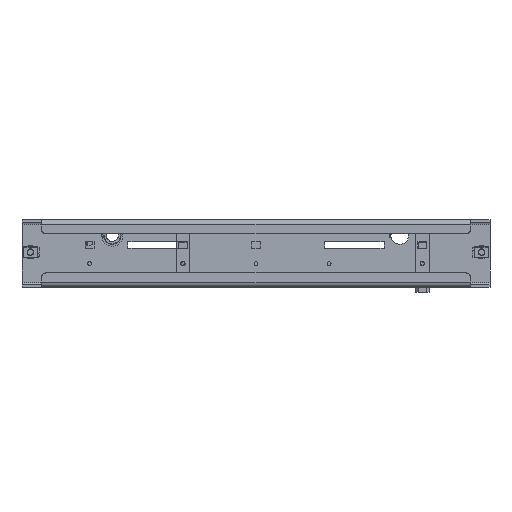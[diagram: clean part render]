
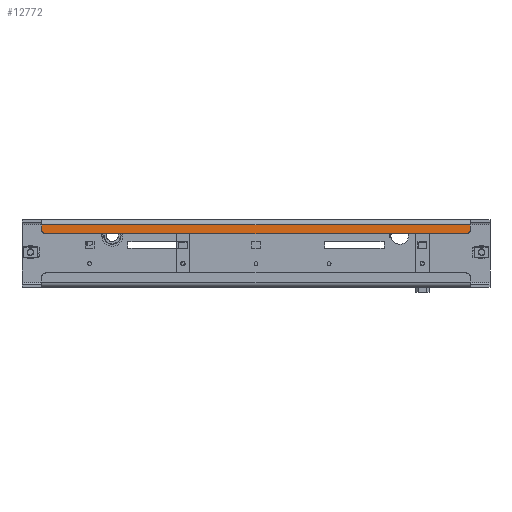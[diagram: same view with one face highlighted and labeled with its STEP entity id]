
A CAD part, front view. The second image highlights one B-rep face of the part: STEP entity #12772.
In plain terms, the highlighted planar face has unit normal (0, -1, 0).
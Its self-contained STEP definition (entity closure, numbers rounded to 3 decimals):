
#383 = ORIENTED_EDGE ( 'NONE', *, *, #6544, .T. ) ;
#628 = EDGE_CURVE ( 'NONE', #13159, #11999, #18187, .T. ) ;
#744 = VERTEX_POINT ( 'NONE', #3393 ) ;
#1228 = LINE ( 'NONE', #1571, #13071 ) ;
#1320 = DIRECTION ( 'NONE',  ( 0., -1., 0. ) ) ;
#1571 = CARTESIAN_POINT ( 'NONE',  ( 552., -17.5, 23. ) ) ;
#1589 = DIRECTION ( 'NONE',  ( 0., 0., 1. ) ) ;
#1770 = DIRECTION ( 'NONE',  ( 0., 0., 1. ) ) ;
#1800 = DIRECTION ( 'NONE',  ( 0., 0., 1. ) ) ;
#2588 = CARTESIAN_POINT ( 'NONE',  ( 552., -17.5, 33.7 ) ) ;
#3046 = VERTEX_POINT ( 'NONE', #12733 ) ;
#3393 = CARTESIAN_POINT ( 'NONE',  ( 524., -17.5, 23. ) ) ;
#3423 = ORIENTED_EDGE ( 'NONE', *, *, #3570, .F. ) ;
#3570 = EDGE_CURVE ( 'NONE', #3046, #3960, #7688, .T. ) ;
#3612 = LINE ( 'NONE', #2588, #12785 ) ;
#3960 = VERTEX_POINT ( 'NONE', #5873 ) ;
#4998 = DIRECTION ( 'NONE',  ( 0., 0., 1. ) ) ;
#5251 = EDGE_CURVE ( 'NONE', #744, #13159, #6927, .T. ) ;
#5873 = CARTESIAN_POINT ( 'NONE',  ( 23., -17.5, 33.7 ) ) ;
#6253 = DIRECTION ( 'NONE',  ( 0., -1., 0. ) ) ;
#6544 = EDGE_CURVE ( 'NONE', #3046, #17942, #14387, .T. ) ;
#6644 = ORIENTED_EDGE ( 'NONE', *, *, #11814, .T. ) ;
#6927 = CIRCLE ( 'NONE', #10763, 5. ) ;
#7534 = AXIS2_PLACEMENT_3D ( 'NONE', #16679, #1320, #1589 ) ;
#7688 = LINE ( 'NONE', #18943, #9852 ) ;
#7982 = CARTESIAN_POINT ( 'NONE',  ( 524., -17.5, 28. ) ) ;
#8012 = AXIS2_PLACEMENT_3D ( 'NONE', #15751, #17374, #8062 ) ;
#8062 = DIRECTION ( 'NONE',  ( 0., 0., 1. ) ) ;
#9305 = ORIENTED_EDGE ( 'NONE', *, *, #13965, .F. ) ;
#9328 = ORIENTED_EDGE ( 'NONE', *, *, #5251, .T. ) ;
#9623 = CARTESIAN_POINT ( 'NONE',  ( 28., -17.5, 23. ) ) ;
#9852 = VECTOR ( 'NONE', #1800, 1000. ) ;
#10538 = FACE_OUTER_BOUND ( 'NONE', #10731, .T. ) ;
#10731 = EDGE_LOOP ( 'NONE', ( #9305, #9328, #11630, #6644, #3423, #383 ) ) ;
#10763 = AXIS2_PLACEMENT_3D ( 'NONE', #7982, #6253, #1770 ) ;
#11630 = ORIENTED_EDGE ( 'NONE', *, *, #628, .T. ) ;
#11814 = EDGE_CURVE ( 'NONE', #11999, #3960, #3612, .T. ) ;
#11999 = VERTEX_POINT ( 'NONE', #15837 ) ;
#12653 = CARTESIAN_POINT ( 'NONE',  ( 529., -17.5, -40. ) ) ;
#12733 = CARTESIAN_POINT ( 'NONE',  ( 23., -17.5, 28. ) ) ;
#12772 = ADVANCED_FACE ( 'NONE', ( #10538 ), #15685, .F. ) ;
#12785 = VECTOR ( 'NONE', #18368, 1000. ) ;
#13071 = VECTOR ( 'NONE', #18365, 1000. ) ;
#13159 = VERTEX_POINT ( 'NONE', #13596 ) ;
#13596 = CARTESIAN_POINT ( 'NONE',  ( 529., -17.5, 28. ) ) ;
#13965 = EDGE_CURVE ( 'NONE', #744, #17942, #1228, .T. ) ;
#14330 = VECTOR ( 'NONE', #4998, 1000. ) ;
#14387 = CIRCLE ( 'NONE', #7534, 5. ) ;
#15685 = PLANE ( 'NONE',  #8012 ) ;
#15751 = CARTESIAN_POINT ( 'NONE',  ( 552., -17.5, 40. ) ) ;
#15837 = CARTESIAN_POINT ( 'NONE',  ( 529., -17.5, 33.7 ) ) ;
#16679 = CARTESIAN_POINT ( 'NONE',  ( 28., -17.5, 28. ) ) ;
#17374 = DIRECTION ( 'NONE',  ( 0., 1., 0. ) ) ;
#17942 = VERTEX_POINT ( 'NONE', #9623 ) ;
#18187 = LINE ( 'NONE', #12653, #14330 ) ;
#18365 = DIRECTION ( 'NONE',  ( -1., 0., 0. ) ) ;
#18368 = DIRECTION ( 'NONE',  ( -1., 0., 0. ) ) ;
#18943 = CARTESIAN_POINT ( 'NONE',  ( 23., -17.5, -40. ) ) ;
